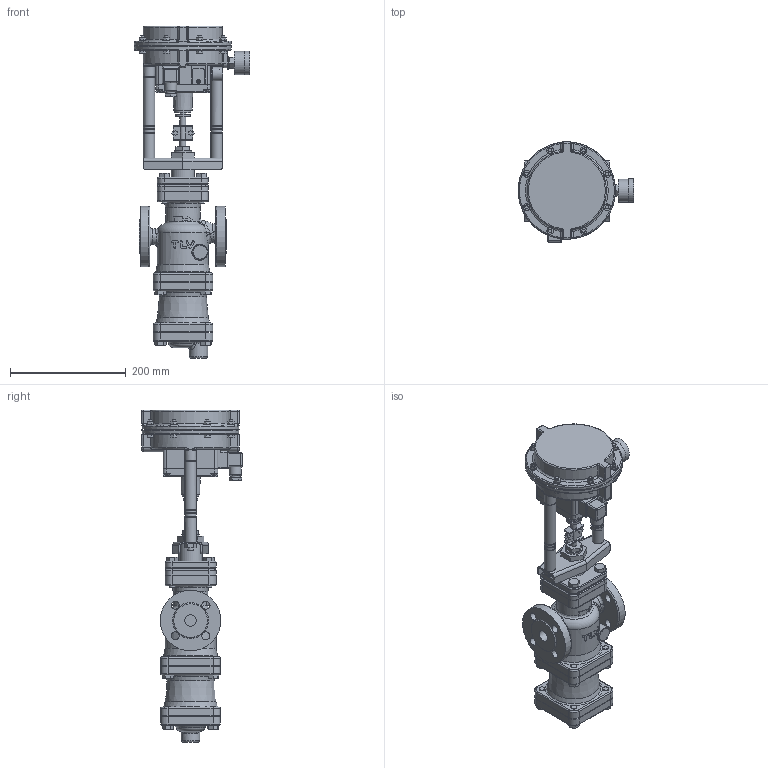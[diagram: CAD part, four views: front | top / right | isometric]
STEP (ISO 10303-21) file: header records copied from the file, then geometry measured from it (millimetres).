
FILE_DESCRIPTION((''),'2;1');
FILE_NAME('cvcs0-020-e0025-00.stp','2009-08-28T13:40:10',('nakaot'),(''),'Autodesk Inventor 2008','Autodesk Inventor 2008','');
FILE_SCHEMA(('AUTOMOTIVE_DESIGN { 1 0 10303 214 1 1 1 1 }'));
Length unit declared in the file: millimetre
Products named in the file (1): cvcs0-020-e0025-00
Bounding box: 199.37 x 173 x 574 mm (x, y, z)
Volume: 4128061.5 mm3; surface area: 407137.1 mm2
Topology: 1 solids, 1 shells, 1189 faces, 2903 edges, 1811 vertices
Faces by surface type: plane 603, cylinder 253, bspline 246, torus 60, cone 15, sphere 12
Full cylindrical faces by diameter (mm): 6 x8, 7 x1, 8 x2, 10 x26, 10.521 x1, 11 x1, 11.3 x8, 12 x1, 16 x1, 18.478 x1, 18.61 x1, 18.829 x1, 20 x7, 21 x1, 22 x1, 24 x1, 25 x1, 26 x1, 27 x1, 28 x1, 30 x1, 32 x1, 40 x2, 41 x1, 52 x1, 60 x1, 70 x1, 74.132 x1, 80 x1, 88 x1
Entity records: 55294 total; most frequent: CARTESIAN_POINT 29120, ORIENTED_EDGE 5360, DIRECTION 5099, EDGE_CURVE 2680, AXIS2_PLACEMENT_3D 1823, VERTEX_POINT 1762, EDGE_LOOP 1510, VECTOR 1453
